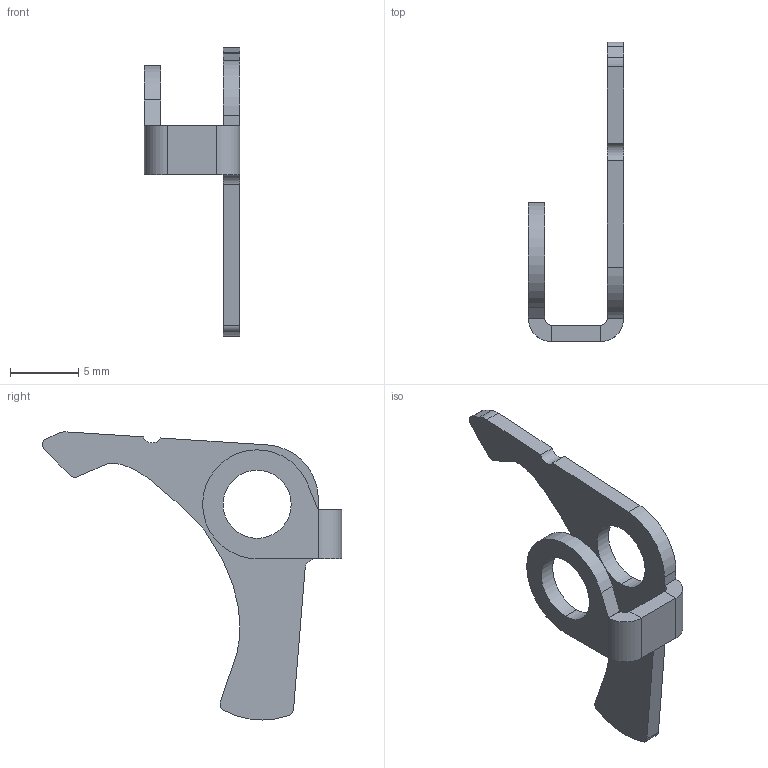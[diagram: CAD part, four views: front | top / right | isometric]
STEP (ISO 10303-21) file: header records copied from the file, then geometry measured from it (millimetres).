
FILE_DESCRIPTION (( 'STEP AP214' ), '1' );
FILE_NAME ('Counter - Ratchet Lever.STEP', '2025-07-06T08:34:34', ( '' ), ( '' ), 'SwSTEP 2.0', 'SolidWorks 2025', '' );
FILE_SCHEMA (( 'AUTOMOTIVE_DESIGN' ));
Length unit declared in the file: millimetre
Products named in the file (1): Counter - Ratchet Lever
Bounding box: 7 x 21.96 x 21.15 mm (x, y, z)
Volume: 243.8 mm3; surface area: 574.1 mm2
Topology: 1 solids, 1 shells, 47 faces, 119 edges, 74 vertices
Faces by surface type: plane 24, cylinder 21, bspline 2
Entity records: 1461 total; most frequent: CARTESIAN_POINT 267, DIRECTION 249, ORIENTED_EDGE 238, EDGE_CURVE 119, AXIS2_PLACEMENT_3D 88, VERTEX_POINT 74, VECTOR 73, LINE 73
